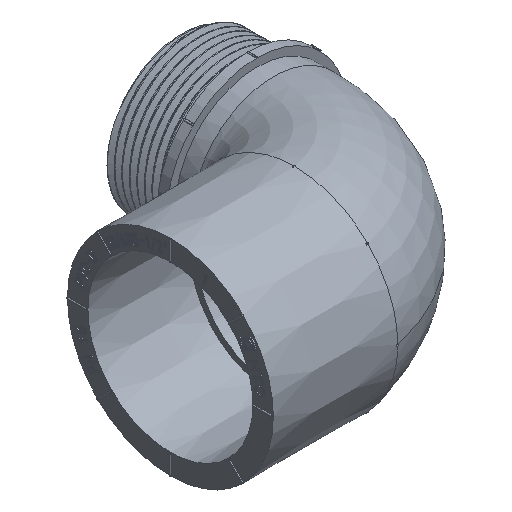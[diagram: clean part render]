
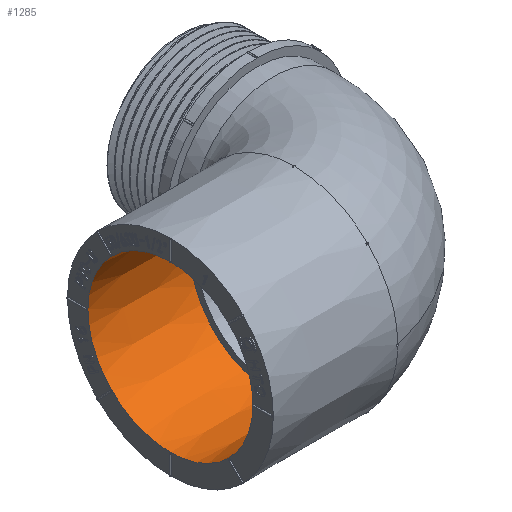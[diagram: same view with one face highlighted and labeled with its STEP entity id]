
A CAD part, isometric view. The second image highlights one B-rep face of the part: STEP entity #1285.
In plain terms, the highlighted conical face has half-angle 0.647 degrees and reference radius 24.9 mm.
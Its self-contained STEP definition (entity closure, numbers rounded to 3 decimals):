
#82=CONICAL_SURFACE('',#20151,24.9,0.647);
#1285=ADVANCED_FACE('',(#5719,#5720),#82,.F.);
#5493=CIRCLE('',#20045,25.25);
#5500=CIRCLE('',#20053,25.25);
#5506=CIRCLE('',#20060,25.25);
#5511=CIRCLE('',#20066,25.25);
#5522=CIRCLE('',#20078,25.25);
#5529=CIRCLE('',#20086,25.25);
#5534=CIRCLE('',#20092,25.25);
#5540=CIRCLE('',#20099,25.25);
#5569=CIRCLE('',#20149,24.9);
#5719=FACE_BOUND('',#5813,.T.);
#5720=FACE_BOUND('',#5814,.T.);
#5813=EDGE_LOOP('',(#7812,#7813,#7814,#7815,#7816,#7817,#7818,#7819));
#5814=EDGE_LOOP('',(#7820));
#7812=ORIENTED_EDGE('',*,*,#15723,.T.);
#7813=ORIENTED_EDGE('',*,*,#15687,.T.);
#7814=ORIENTED_EDGE('',*,*,#15392,.T.);
#7815=ORIENTED_EDGE('',*,*,#15202,.T.);
#7816=ORIENTED_EDGE('',*,*,#15301,.T.);
#7817=ORIENTED_EDGE('',*,*,#15833,.T.);
#7818=ORIENTED_EDGE('',*,*,#15825,.T.);
#7819=ORIENTED_EDGE('',*,*,#15819,.T.);
#7820=ORIENTED_EDGE('',*,*,#15959,.T.);
#13174=VERTEX_POINT('',#25631);
#13175=VERTEX_POINT('',#25633);
#13272=VERTEX_POINT('',#26318);
#13361=VERTEX_POINT('',#26883);
#13654=VERTEX_POINT('',#28861);
#13688=VERTEX_POINT('',#29051);
#13782=VERTEX_POINT('',#29628);
#13786=VERTEX_POINT('',#29639);
#13890=VERTEX_POINT('',#35382);
#15202=EDGE_CURVE('',#13175,#13174,#5493,.T.);
#15301=EDGE_CURVE('',#13174,#13272,#5500,.T.);
#15392=EDGE_CURVE('',#13361,#13175,#5506,.T.);
#15687=EDGE_CURVE('',#13654,#13361,#5511,.T.);
#15723=EDGE_CURVE('',#13688,#13654,#5522,.T.);
#15819=EDGE_CURVE('',#13782,#13688,#5529,.T.);
#15825=EDGE_CURVE('',#13786,#13782,#5534,.T.);
#15833=EDGE_CURVE('',#13272,#13786,#5540,.T.);
#15959=EDGE_CURVE('',#13890,#13890,#5569,.T.);
#20045=AXIS2_PLACEMENT_3D('',#25632,#21321,#21322);
#20053=AXIS2_PLACEMENT_3D('',#26319,#21340,#21341);
#20060=AXIS2_PLACEMENT_3D('',#26882,#21356,#21357);
#20066=AXIS2_PLACEMENT_3D('',#28860,#21369,#21370);
#20078=AXIS2_PLACEMENT_3D('',#29050,#21399,#21400);
#20086=AXIS2_PLACEMENT_3D('',#29627,#21418,#21419);
#20092=AXIS2_PLACEMENT_3D('',#29638,#21431,#21432);
#20099=AXIS2_PLACEMENT_3D('',#29652,#21447,#21448);
#20149=AXIS2_PLACEMENT_3D('',#35381,#21566,#21567);
#20151=AXIS2_PLACEMENT_3D('',#35384,#21570,#21571);
#21321=DIRECTION('',(-1.,0.,0.));
#21322=DIRECTION('',(0.,0.,1.));
#21340=DIRECTION('',(-1.,0.,0.));
#21341=DIRECTION('',(0.,0.,1.));
#21356=DIRECTION('',(-1.,0.,0.));
#21357=DIRECTION('',(0.,0.,1.));
#21369=DIRECTION('',(-1.,0.,0.));
#21370=DIRECTION('',(0.,0.,1.));
#21399=DIRECTION('',(-1.,0.,0.));
#21400=DIRECTION('',(0.,0.,1.));
#21418=DIRECTION('',(-1.,0.,0.));
#21419=DIRECTION('',(0.,0.,1.));
#21431=DIRECTION('',(-1.,0.,0.));
#21432=DIRECTION('',(0.,0.,1.));
#21447=DIRECTION('',(-1.,0.,0.));
#21448=DIRECTION('',(0.,0.,1.));
#21566=DIRECTION('',(1.,0.,0.));
#21567=DIRECTION('',(0.,0.,1.));
#21570=DIRECTION('',(-1.,0.,0.));
#21571=DIRECTION('',(0.,0.,1.));
#25631=CARTESIAN_POINT('',(-100.575,442.,-303.975));
#25632=CARTESIAN_POINT('',(-100.575,416.75,-303.975));
#25633=CARTESIAN_POINT('',(-100.575,434.604,-286.121));
#26318=CARTESIAN_POINT('',(-100.575,434.604,-321.829));
#26319=CARTESIAN_POINT('',(-100.575,416.75,-303.975));
#26882=CARTESIAN_POINT('',(-100.575,416.75,-303.975));
#26883=CARTESIAN_POINT('',(-100.575,416.75,-278.725));
#28860=CARTESIAN_POINT('',(-100.575,416.75,-303.975));
#28861=CARTESIAN_POINT('',(-100.575,398.896,-286.121));
#29050=CARTESIAN_POINT('',(-100.575,416.75,-303.975));
#29051=CARTESIAN_POINT('',(-100.575,391.5,-303.975));
#29627=CARTESIAN_POINT('',(-100.575,416.75,-303.975));
#29628=CARTESIAN_POINT('',(-100.575,398.896,-321.829));
#29638=CARTESIAN_POINT('',(-100.575,416.75,-303.975));
#29639=CARTESIAN_POINT('',(-100.575,416.75,-329.225));
#29652=CARTESIAN_POINT('',(-100.575,416.75,-303.975));
#35381=CARTESIAN_POINT('',(-69.575,416.75,-303.975));
#35382=CARTESIAN_POINT('',(-69.575,416.75,-279.075));
#35384=CARTESIAN_POINT('',(-69.575,416.75,-303.975));
